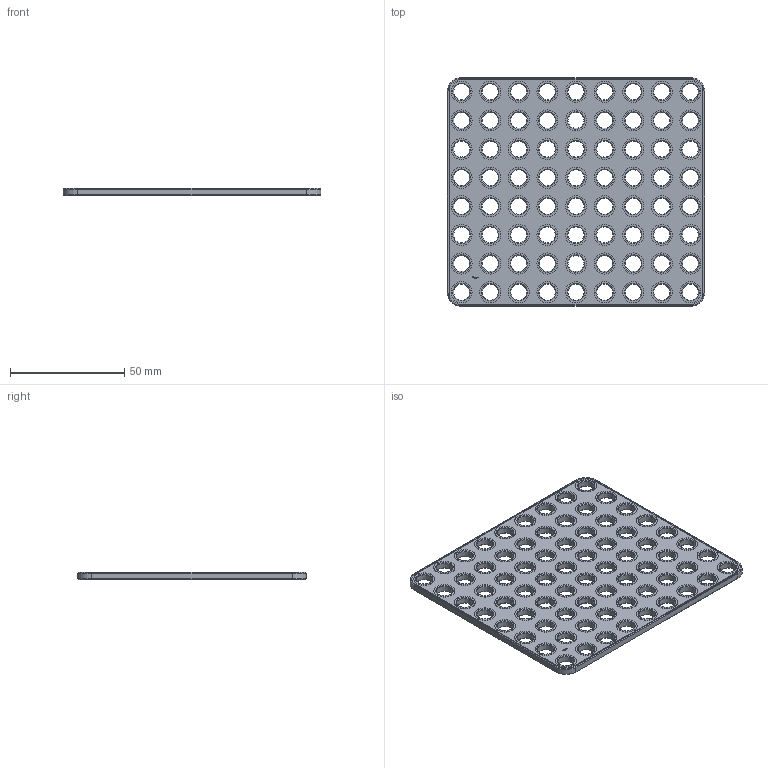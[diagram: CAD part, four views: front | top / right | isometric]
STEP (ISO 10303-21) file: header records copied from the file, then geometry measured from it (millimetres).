
FILE_DESCRIPTION(('FreeCAD Model'),'2;1');
FILE_NAME('Open CASCADE Shape Model','2024-10-08T02:10:26',(''),(''), 'Open CASCADE STEP processor 7.7','FreeCAD','Unknown');
FILE_SCHEMA(('AUTOMOTIVE_DESIGN { 1 0 10303 214 1 1 1 1 }'));
Length unit declared in the file: millimetre
Products named in the file (1): Plate RCT CRNR BU09x08x00.25 - SPN-PLT-0112 (stemfie.org)
Bounding box: 112.5 x 100 x 3.12 mm (x, y, z)
Volume: 24988.5 mm3; surface area: 22947.3 mm2
Topology: 1 solids, 1 shells, 821 faces, 1988 edges, 1272 vertices
Faces by surface type: plane 405, cylinder 152, cone 152, extrusion 112
Full cylindrical faces by diameter (mm): 7 x72, 9.2 x72
Entity records: 24471 total; most frequent: CARTESIAN_POINT 4993, ORIENTED_EDGE 3976, DIRECTION 3752, EDGE_CURVE 1988, VECTOR 1420, LINE 1308, VERTEX_POINT 1272, AXIS2_PLACEMENT_3D 1166
